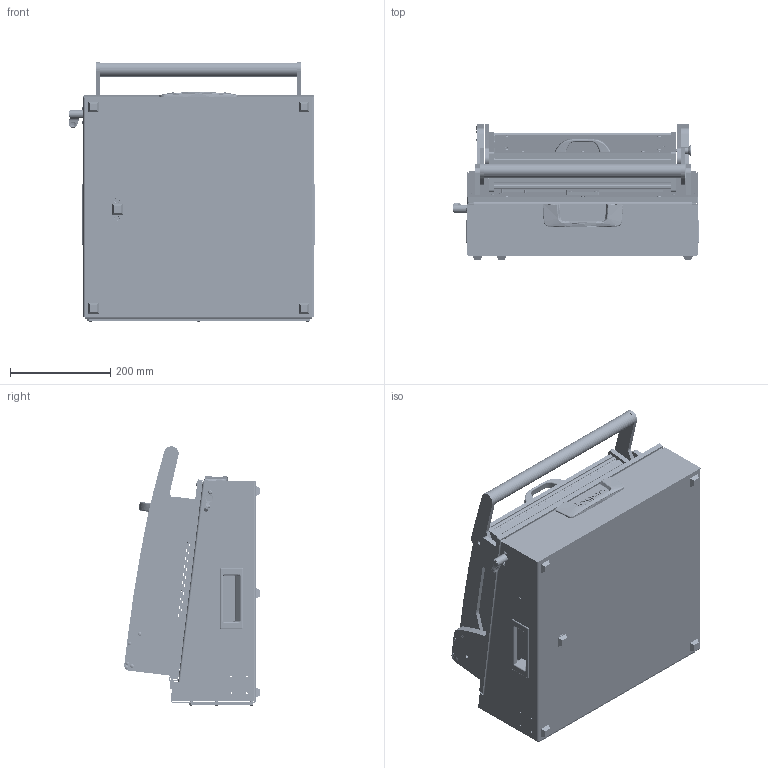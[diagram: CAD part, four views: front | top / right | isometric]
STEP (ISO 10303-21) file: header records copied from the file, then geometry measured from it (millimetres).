
FILE_DESCRIPTION (( 'STEP AP214' ), '1' );
FILE_NAME ('INGUN_48530.STEP', '2022-12-23T10:06:13', ( '' ), ( '' ), 'SwSTEP 2.0', 'SolidWorks 2021', '' );
FILE_SCHEMA (( 'AUTOMOTIVE_DESIGN' ));
Length unit declared in the file: millimetre
Products named in the file (115): DIN912~n_M03,0x012; DIN914~n_M04,0x05; 53838~0_S; 32172~8; 39892~7_KUNDE<S>; DIN6325~n_04,0m6x014; 45716~1_S; 21332_01~0; 45711~2; DIN7991~n_M05,0x016; 32457~0_S; 35662~11_S; 32462~0_S; 43627~0_Hub 22,5mm<Standard>; 39894~2_KUNDE<S>; 113165~0_S; 8804~0; 30758_02~0_S; 38786~1; 41369~1_S; 35663~9_S; ISO7380~n_M03,0x006; 46009~5; 48512~0_S; 31199~3_S; 32505~6_S; 35648~17; DIN125~n_03,2 M03,0; 45709~3_S; 110322~4_S; 109949~0_KUNDE<S>; DIN985-A2~n_M05,0; 45904-KIT~2_ICT Stellung kontaktiert<S>; K_02037~0; 112086~2_S; DIN125~n_05,3 M05,0 Fase; 30984~0_S; DIN6325~n_03,0m6x024; Gewindebuchse~n_M05-03,9 offen; Gewindebuchse~n_M04-09,5 offen ...
Assembly tree (244 placements, depth 7):
  INGUN_48530
    48400~1_KUNDE<S>
      32505~6_S
        32172~8
        30758~0_S  x2
          30758_01~0_S
          30758_02~0_S
          38564~0
        20902~0
        21332~0_MA 2112<Standard>
          21332_02~0
          21332_01~0
        31199~3_S
        2720~0  x5
        53032~0_S
        32171~0_S
        32462~0_S
        29805~4_geschlossen<S>
          110322~4_S
          110705~2_S
          30984~0_S
          110231~1_S
          110443~0_S
          30112~0
          ISO7380~n_M05,0x030
          ISO7380~n_M04,0x008  x2
          DIN914~n_M04,0x05
        35334~0_S
        ISO7380~n_M04,0x012  x4
        DIN7991~n_M05,0x016
        DIN7991~n_M05,0x012  x2
        DIN985-A2~n_M05,0  x3
        8804~0
        DIN125~n_05,3 M05,0 Fase  x2
      48522~5_KUNDE<S>
        48517~5_S
          35648~17
          48512~0_S
          35662~11_S
          35663~9_S
          48509~2_S
          2281~0_180ø<Standard>  x2
            2281~0
          112064~0_S  x2
          53031~0_S
          114566~0_S  x2
            112087~1_S
              111995~1_S
              112086~2_S
              DIN125~n_05,3 M05,0 Fase
            49317~0
            DIN912~n_M04,0x016
            DIN125~n_04,3 M04,0
            DIN125~n_06,4 M06,0 Fase
          DIN7991~n_M05,0x016  x10
          DIN125~n_05,3 M05,0 Fase  x4
          DIN934~n_M05,0  x4
          DIN7991~n_M05,0x020  x6
          DIN6325~n_06,0m6x012  x2
          DIN6325~n_04,0m6x014  x2
Bounding box: 491.5 x 269.75 x 516.87 mm (x, y, z)
Volume: 7603918.3 mm3; surface area: 3288929.2 mm2
Topology: 254 solids, 254 shells, 7193 faces, 17789 edges, 11387 vertices
Faces by surface type: plane 2945, cylinder 2874, cone 837, bspline 289, torus 150, sphere 98
Entity records: 144317 total; most frequent: CARTESIAN_POINT 39963, DIRECTION 20876, ORIENTED_EDGE 19520, EDGE_CURVE 9760, AXIS2_PLACEMENT_3D 7861, VERTEX_POINT 6305, LINE 5154, VECTOR 5154
